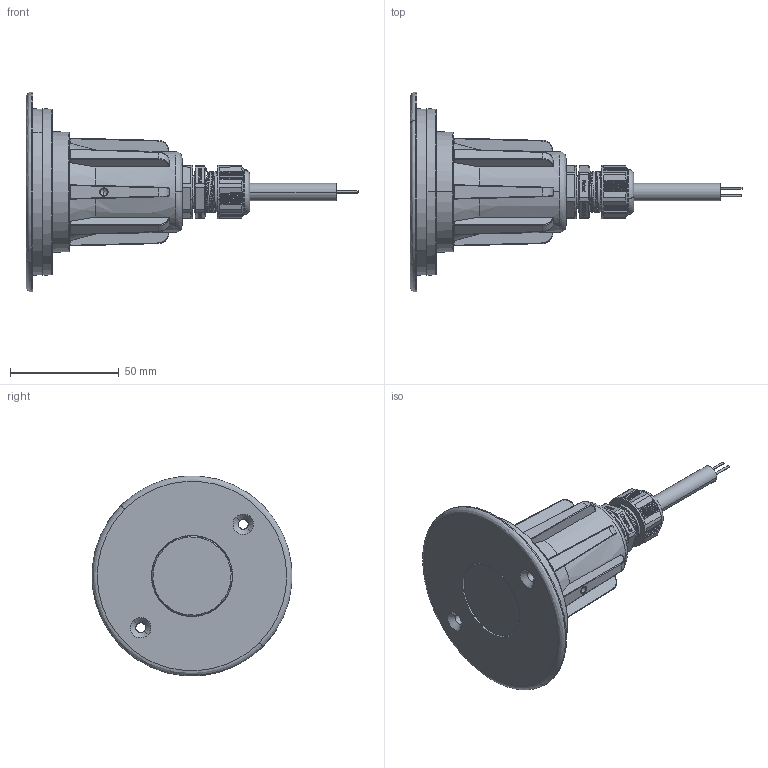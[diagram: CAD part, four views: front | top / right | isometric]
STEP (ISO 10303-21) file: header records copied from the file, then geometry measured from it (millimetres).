
FILE_DESCRIPTION (( 'STEP AP203' ), '1' );
FILE_NAME ('NGROUND-STANDARD2.STEP', '2023-03-17T06:12:03', ( '' ), ( '' ), 'SwSTEP 2.0', 'SolidWorks 2017', '' );
FILE_SCHEMA (( 'CONFIG_CONTROL_DESIGN' ));
Length unit declared in the file: millimetre
Products named in the file (16): DK160709DD05; DK160709DD04_1; DK140202DD14_5; gla-35_asm_6; DK140202DD08_6; NGROUND-STANDARD2; Washer_M2.5_DIN6797_1; PRZEWOD 2_9; DK140202DD06_8; elplroundhl_6; screwM2.5x4_6; screwM4x6_5; DK140202DD04_7; M1610B_9; DK140202DD15_3; DK140202DD02_8
Assembly tree (28 placements, depth 3):
  NGROUND-STANDARD2
    DK160709DD04_1
    DK140202DD02_8
    DK160709DD05
    DK140202DD06_8
    DK140202DD08_6
      elplroundhl_6
    screwM2.5x4_6  x4
    DK140202DD04_7
    screwM4x6_5  x4
    DK140202DD14_5  x4
    DK140202DD15_3  x2
    Washer_M2.5_DIN6797_1  x4
    M1610B_9
    PRZEWOD 2_9
    gla-35_asm_6
Bounding box: 152.72 x 91.85 x 91.85 mm (x, y, z)
Volume: 112695.9 mm3; surface area: 62903.9 mm2
Topology: 25 solids, 56 shells, 1939 faces, 5026 edges, 3247 vertices
Faces by surface type: plane 942, bspline 486, cylinder 322, cone 181, torus 8
Entity records: 65574 total; most frequent: CARTESIAN_POINT 27235, ORIENTED_EDGE 8382, DIRECTION 5901, EDGE_CURVE 4225, VERTEX_POINT 2732, LINE 2213, VECTOR 2213, AXIS2_PLACEMENT_3D 1844
